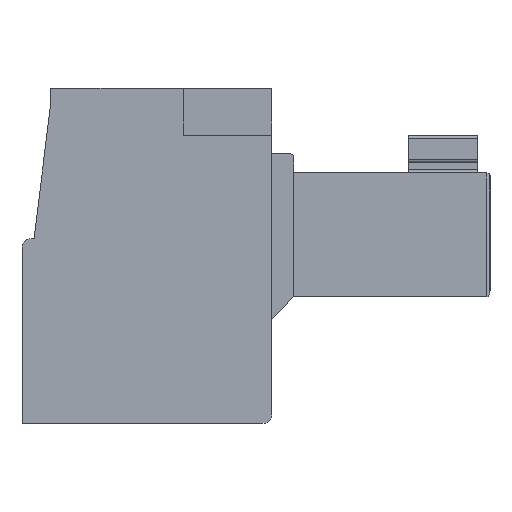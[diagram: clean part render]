
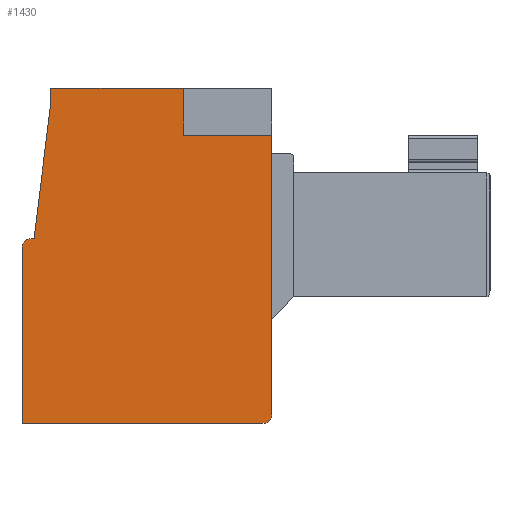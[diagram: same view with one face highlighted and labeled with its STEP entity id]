
A CAD part, left-side view. The second image highlights one B-rep face of the part: STEP entity #1430.
In plain terms, the highlighted planar face has unit normal (-1, 0, 0).
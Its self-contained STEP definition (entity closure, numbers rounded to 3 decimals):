
#150=PLANE('',#1598);
#213=FACE_OUTER_BOUND('',#295,.T.);
#295=EDGE_LOOP('',(#1080,#1081,#1082,#1083,#1084,#1085,#1086,#1087,#1088,
#1089,#1090));
#372=LINE('',#2184,#523);
#384=LINE('',#2210,#535);
#401=LINE('',#2253,#552);
#409=LINE('',#2269,#560);
#410=LINE('',#2274,#561);
#411=LINE('',#2277,#562);
#412=LINE('',#2279,#563);
#413=LINE('',#2281,#564);
#414=LINE('',#2282,#565);
#523=VECTOR('',#1739,10.);
#535=VECTOR('',#1757,10.);
#552=VECTOR('',#1792,10.);
#560=VECTOR('',#1806,10.);
#561=VECTOR('',#1811,10.);
#562=VECTOR('',#1814,10.);
#563=VECTOR('',#1815,10.);
#564=VECTOR('',#1816,10.);
#565=VECTOR('',#1817,10.);
#678=CIRCLE('',#1599,0.3);
#679=CIRCLE('',#1600,0.3);
#710=VERTEX_POINT('',#2181);
#711=VERTEX_POINT('',#2183);
#721=VERTEX_POINT('',#2207);
#722=VERTEX_POINT('',#2209);
#739=VERTEX_POINT('',#2252);
#744=VERTEX_POINT('',#2267);
#745=VERTEX_POINT('',#2271);
#746=VERTEX_POINT('',#2272);
#747=VERTEX_POINT('',#2276);
#748=VERTEX_POINT('',#2278);
#749=VERTEX_POINT('',#2280);
#835=EDGE_CURVE('',#710,#711,#372,.T.);
#847=EDGE_CURVE('',#721,#722,#384,.T.);
#868=EDGE_CURVE('',#711,#739,#401,.T.);
#877=EDGE_CURVE('',#744,#710,#409,.T.);
#878=EDGE_CURVE('',#745,#746,#678,.T.);
#879=EDGE_CURVE('',#722,#745,#410,.T.);
#880=EDGE_CURVE('',#739,#721,#679,.T.);
#881=EDGE_CURVE('',#747,#744,#411,.T.);
#882=EDGE_CURVE('',#748,#747,#412,.T.);
#883=EDGE_CURVE('',#749,#748,#413,.T.);
#884=EDGE_CURVE('',#746,#749,#414,.T.);
#1080=ORIENTED_EDGE('',*,*,#878,.F.);
#1081=ORIENTED_EDGE('',*,*,#879,.F.);
#1082=ORIENTED_EDGE('',*,*,#847,.F.);
#1083=ORIENTED_EDGE('',*,*,#880,.F.);
#1084=ORIENTED_EDGE('',*,*,#868,.F.);
#1085=ORIENTED_EDGE('',*,*,#835,.F.);
#1086=ORIENTED_EDGE('',*,*,#877,.F.);
#1087=ORIENTED_EDGE('',*,*,#881,.F.);
#1088=ORIENTED_EDGE('',*,*,#882,.F.);
#1089=ORIENTED_EDGE('',*,*,#883,.F.);
#1090=ORIENTED_EDGE('',*,*,#884,.F.);
#1430=ADVANCED_FACE('',(#213),#150,.F.);
#1598=AXIS2_PLACEMENT_3D('',#2270,#1807,#1808);
#1599=AXIS2_PLACEMENT_3D('',#2273,#1809,#1810);
#1600=AXIS2_PLACEMENT_3D('',#2275,#1812,#1813);
#1739=DIRECTION('',(0.,-1.,0.));
#1757=DIRECTION('',(0.,1.,0.));
#1792=DIRECTION('',(0.,0.,-1.));
#1806=DIRECTION('',(0.,0.,-1.));
#1807=DIRECTION('center_axis',(1.,0.,0.));
#1808=DIRECTION('ref_axis',(0.,0.,-1.));
#1809=DIRECTION('center_axis',(1.,0.,0.));
#1810=DIRECTION('ref_axis',(0.,1.,0.));
#1811=DIRECTION('',(0.,0.,1.));
#1812=DIRECTION('center_axis',(1.,0.,0.));
#1813=DIRECTION('ref_axis',(0.,-1.,0.));
#1814=DIRECTION('',(0.,-1.,0.));
#1815=DIRECTION('',(0.,0.,1.));
#1816=DIRECTION('',(0.,-0.122,0.993));
#1817=DIRECTION('',(0.,-1.,0.));
#2181=CARTESIAN_POINT('',(-2.54,11.85,6.12));
#2183=CARTESIAN_POINT('',(-2.54,8.93,6.12));
#2184=CARTESIAN_POINT('',(-2.54,11.85,6.12));
#2207=CARTESIAN_POINT('',(-2.54,9.23,-3.43));
#2209=CARTESIAN_POINT('',(-2.54,17.2,-3.43));
#2210=CARTESIAN_POINT('',(-2.54,9.23,-3.43));
#2252=CARTESIAN_POINT('',(-2.54,8.93,-3.13));
#2253=CARTESIAN_POINT('',(-2.54,8.93,6.12));
#2267=CARTESIAN_POINT('',(-2.54,11.85,7.67));
#2269=CARTESIAN_POINT('',(-2.54,11.85,7.67));
#2270=CARTESIAN_POINT('Origin',(-2.54,13.045,1.901));
#2271=CARTESIAN_POINT('',(-2.54,17.2,2.4));
#2272=CARTESIAN_POINT('',(-2.54,16.9,2.7));
#2273=CARTESIAN_POINT('Origin',(-2.54,16.9,2.4));
#2274=CARTESIAN_POINT('',(-2.54,17.2,-3.43));
#2275=CARTESIAN_POINT('Origin',(-2.54,9.23,-3.13));
#2276=CARTESIAN_POINT('',(-2.54,16.25,7.67));
#2277=CARTESIAN_POINT('',(-2.54,16.25,7.67));
#2278=CARTESIAN_POINT('',(-2.54,16.25,7.17));
#2279=CARTESIAN_POINT('',(-2.54,16.25,7.17));
#2280=CARTESIAN_POINT('',(-2.54,16.8,2.7));
#2281=CARTESIAN_POINT('',(-2.54,16.8,2.7));
#2282=CARTESIAN_POINT('',(-2.54,16.9,2.7));
